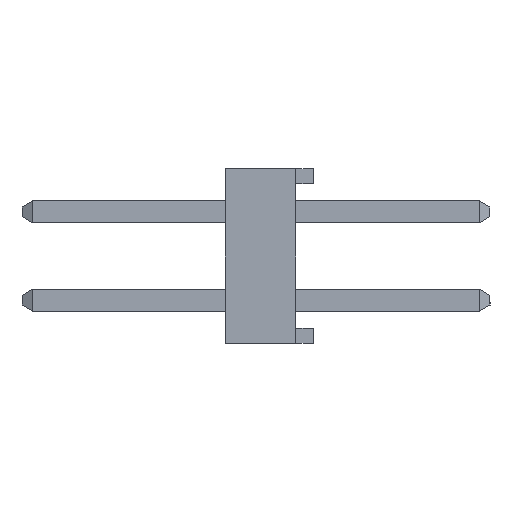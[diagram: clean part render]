
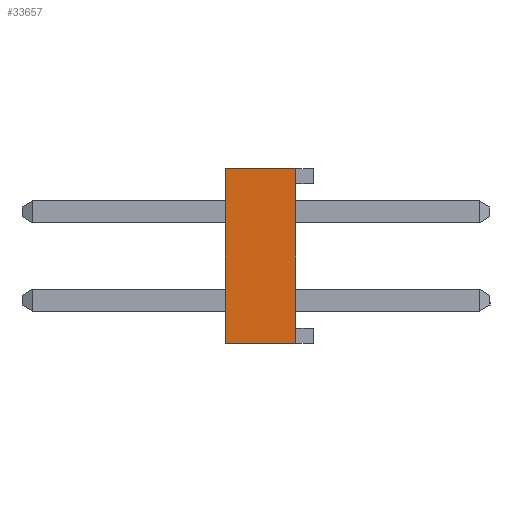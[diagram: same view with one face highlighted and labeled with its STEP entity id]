
A CAD part, left-side view. The second image highlights one B-rep face of the part: STEP entity #33657.
In plain terms, the highlighted planar face has unit normal (-1, 0, 0).
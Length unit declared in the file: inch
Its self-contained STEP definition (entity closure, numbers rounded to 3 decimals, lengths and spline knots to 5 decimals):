
#6703=ORIENTED_EDGE('',*,*,#13737,.F.);
#6704=ORIENTED_EDGE('',*,*,#12371,.F.);
#6705=ORIENTED_EDGE('',*,*,#13738,.F.);
#6706=ORIENTED_EDGE('',*,*,#12580,.T.);
#12371=EDGE_CURVE('',#16157,#16158,#19917,.T.);
#12580=EDGE_CURVE('',#16291,#16290,#20126,.T.);
#13737=EDGE_CURVE('',#16158,#16290,#21283,.T.);
#13738=EDGE_CURVE('',#16291,#16157,#21284,.T.);
#16157=VERTEX_POINT('',#50360);
#16158=VERTEX_POINT('',#50362);
#16290=VERTEX_POINT('',#50722);
#16291=VERTEX_POINT('',#50724);
#19917=LINE('',#50361,#24615);
#20126=LINE('',#50723,#24824);
#21283=LINE('',#52982,#25981);
#21284=LINE('',#52983,#25982);
#24615=VECTOR('',#40865,39.37008);
#24824=VECTOR('',#41114,39.37008);
#25981=VECTOR('',#43111,39.37008);
#25982=VECTOR('',#43112,39.37008);
#27843=EDGE_LOOP('',(#6703,#6704,#6705,#6706));
#29861=FACE_BOUND('',#27843,.T.);
#31799=PLANE('',#35542);
#33657=ADVANCED_FACE('',(#29861),#31799,.F.);
#35542=AXIS2_PLACEMENT_3D('',#52981,#43109,#43110);
#40865=DIRECTION('',(0.,-1.,0.));
#41114=DIRECTION('',(0.,-1.,0.));
#43109=DIRECTION('',(1.,0.,0.));
#43110=DIRECTION('',(0.,0.,-1.));
#43111=DIRECTION('',(0.,0.,-1.));
#43112=DIRECTION('',(0.,0.,1.));
#50360=CARTESIAN_POINT('',(-1.,0.1,0.099));
#50361=CARTESIAN_POINT('',(-1.,0.1,0.099));
#50362=CARTESIAN_POINT('',(-1.,0.02,0.099));
#50722=CARTESIAN_POINT('',(-1.,0.02,-0.099));
#50723=CARTESIAN_POINT('',(-1.,0.1,-0.099));
#50724=CARTESIAN_POINT('',(-1.,0.1,-0.099));
#52981=CARTESIAN_POINT('',(-1.,0.1,-0.099));
#52982=CARTESIAN_POINT('',(-1.,0.02,-0.099));
#52983=CARTESIAN_POINT('',(-1.,0.1,-0.099));
